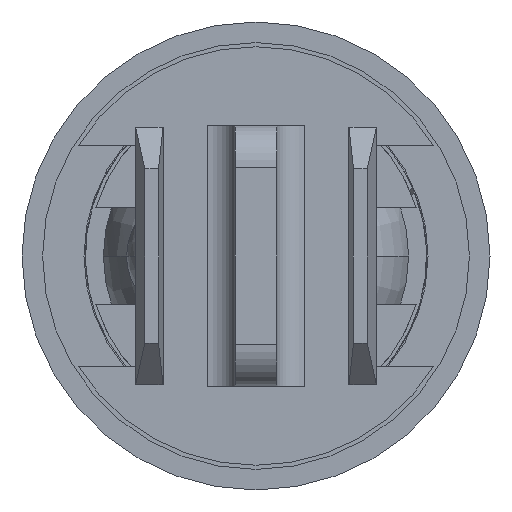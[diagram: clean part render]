
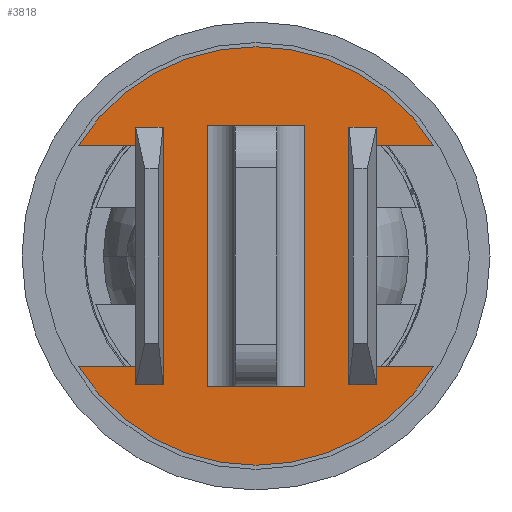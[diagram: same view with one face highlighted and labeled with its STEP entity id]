
A CAD part, front view. The second image highlights one B-rep face of the part: STEP entity #3818.
In plain terms, the highlighted planar face has unit normal (0, -1, 0).
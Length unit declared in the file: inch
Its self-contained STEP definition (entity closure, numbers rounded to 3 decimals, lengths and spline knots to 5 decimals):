
#61 = ORIENTED_EDGE ( 'NONE', *, *, #610, .T. ) ;
#114 = VERTEX_POINT ( 'NONE', #4954 ) ;
#293 = ORIENTED_EDGE ( 'NONE', *, *, #4915, .F. ) ;
#355 = EDGE_CURVE ( 'NONE', #2958, #5076, #1396, .T. ) ;
#371 = CARTESIAN_POINT ( 'NONE',  ( 0., -0.374, 0. ) ) ;
#478 = CARTESIAN_POINT ( 'NONE',  ( -0.095, -0.374, 0.035 ) ) ;
#581 = CARTESIAN_POINT ( 'NONE',  ( 0., -0.374, 0. ) ) ;
#610 = EDGE_CURVE ( 'NONE', #114, #1676, #1390, .T. ) ;
#641 = CARTESIAN_POINT ( 'NONE',  ( 0., -0.374, 0.0675 ) ) ;
#653 = ORIENTED_EDGE ( 'NONE', *, *, #355, .F. ) ;
#735 = VERTEX_POINT ( 'NONE', #4493 ) ;
#790 = EDGE_CURVE ( 'NONE', #3923, #5151, #5723, .T. ) ;
#838 = ORIENTED_EDGE ( 'NONE', *, *, #2968, .F. ) ;
#942 = DIRECTION ( 'NONE',  ( 0., 0., -1. ) ) ;
#960 = CARTESIAN_POINT ( 'NONE',  ( 0.0805, -0.374, 0. ) ) ;
#1053 = EDGE_CURVE ( 'NONE', #5151, #5002, #3240, .T. ) ;
#1147 = DIRECTION ( 'NONE',  ( 0., 0., -1. ) ) ;
#1194 = ORIENTED_EDGE ( 'NONE', *, *, #2310, .T. ) ;
#1257 = CARTESIAN_POINT ( 'NONE',  ( -0.0805, -0.374, 0. ) ) ;
#1360 = VERTEX_POINT ( 'NONE', #3745 ) ;
#1383 = VERTEX_POINT ( 'NONE', #2626 ) ;
#1390 = CIRCLE ( 'NONE', #1453, 0.152 ) ;
#1396 = LINE ( 'NONE', #6256, #2747 ) ;
#1453 = AXIS2_PLACEMENT_3D ( 'NONE', #371, #4335, #942 ) ;
#1558 = AXIS2_PLACEMENT_3D ( 'NONE', #2655, #5488, #2120 ) ;
#1568 = CARTESIAN_POINT ( 'NONE',  ( -0.0805, -0.374, 0.0675 ) ) ;
#1644 = EDGE_LOOP ( 'NONE', ( #6054, #2201, #6347, #6540 ) ) ;
#1676 = VERTEX_POINT ( 'NONE', #1931 ) ;
#1753 = VECTOR ( 'NONE', #2637, 39.37008 ) ;
#1756 = ORIENTED_EDGE ( 'NONE', *, *, #2921, .T. ) ;
#1852 = CARTESIAN_POINT ( 'NONE',  ( -0.0805, -0.374, 0. ) ) ;
#1902 = EDGE_CURVE ( 'NONE', #1360, #6460, #5992, .T. ) ;
#1918 = LINE ( 'NONE', #1257, #3425 ) ;
#1928 = VERTEX_POINT ( 'NONE', #1568 ) ;
#1931 = CARTESIAN_POINT ( 'NONE',  ( -0.0805, -0.374, -0.12893 ) ) ;
#1976 = FACE_OUTER_BOUND ( 'NONE', #6704, .T. ) ;
#2056 = EDGE_CURVE ( 'NONE', #6460, #5076, #6887, .T. ) ;
#2120 = DIRECTION ( 'NONE',  ( 0., 0., -1. ) ) ;
#2201 = ORIENTED_EDGE ( 'NONE', *, *, #790, .T. ) ;
#2241 = VECTOR ( 'NONE', #6853, 39.37008 ) ;
#2310 = EDGE_CURVE ( 'NONE', #1928, #114, #6272, .T. ) ;
#2317 = DIRECTION ( 'NONE',  ( 0., 0., 1. ) ) ;
#2340 = DIRECTION ( 'NONE',  ( -1., 0., 0. ) ) ;
#2404 = DIRECTION ( 'NONE',  ( 0., 0., -1. ) ) ;
#2408 = LINE ( 'NONE', #3476, #2241 ) ;
#2626 = CARTESIAN_POINT ( 'NONE',  ( -0.0805, -0.374, -0.0675 ) ) ;
#2637 = DIRECTION ( 'NONE',  ( 1., 0., 0. ) ) ;
#2655 = CARTESIAN_POINT ( 'NONE',  ( 0., -0.374, 0. ) ) ;
#2673 = VECTOR ( 'NONE', #3217, 39.37008 ) ;
#2747 = VECTOR ( 'NONE', #4550, 39.37008 ) ;
#2764 = CARTESIAN_POINT ( 'NONE',  ( -0.095, -0.374, -0.035 ) ) ;
#2921 = EDGE_CURVE ( 'NONE', #2958, #1928, #7112, .T. ) ;
#2958 = VERTEX_POINT ( 'NONE', #5206 ) ;
#2968 = EDGE_CURVE ( 'NONE', #1383, #1676, #1918, .T. ) ;
#3007 = VECTOR ( 'NONE', #4921, 39.37008 ) ;
#3217 = DIRECTION ( 'NONE',  ( 0., 0., 1. ) ) ;
#3240 = LINE ( 'NONE', #6011, #1753 ) ;
#3383 = AXIS2_PLACEMENT_3D ( 'NONE', #581, #4537, #1147 ) ;
#3397 = CARTESIAN_POINT ( 'NONE',  ( 0.0805, -0.374, -0.12893 ) ) ;
#3425 = VECTOR ( 'NONE', #2404, 39.37008 ) ;
#3476 = CARTESIAN_POINT ( 'NONE',  ( -0.095, -0.374, -0.035 ) ) ;
#3592 = CARTESIAN_POINT ( 'NONE',  ( 0., -0.374, -0.0675 ) ) ;
#3745 = CARTESIAN_POINT ( 'NONE',  ( 0.0805, -0.374, -0.0675 ) ) ;
#3818 = ADVANCED_FACE ( 'NONE', ( #4974, #1976 ), #4355, .T. ) ;
#3879 = VECTOR ( 'NONE', #6419, 39.37008 ) ;
#3923 = VERTEX_POINT ( 'NONE', #2764 ) ;
#4170 = LINE ( 'NONE', #6019, #2673 ) ;
#4335 = DIRECTION ( 'NONE',  ( 0., -1., 0. ) ) ;
#4355 = PLANE ( 'NONE',  #1558 ) ;
#4378 = ORIENTED_EDGE ( 'NONE', *, *, #1902, .T. ) ;
#4493 = CARTESIAN_POINT ( 'NONE',  ( 0.095, -0.374, -0.035 ) ) ;
#4513 = EDGE_CURVE ( 'NONE', #735, #5002, #4170, .T. ) ;
#4537 = DIRECTION ( 'NONE',  ( 0., -1., 0. ) ) ;
#4550 = DIRECTION ( 'NONE',  ( 0., 0., 1. ) ) ;
#4661 = DIRECTION ( 'NONE',  ( 0., 0., 1. ) ) ;
#4769 = EDGE_CURVE ( 'NONE', #735, #3923, #2408, .T. ) ;
#4869 = CARTESIAN_POINT ( 'NONE',  ( 0.0805, -0.374, 0.12893 ) ) ;
#4915 = EDGE_CURVE ( 'NONE', #1360, #1383, #5349, .T. ) ;
#4921 = DIRECTION ( 'NONE',  ( 0., 0., -1. ) ) ;
#4927 = VECTOR ( 'NONE', #4661, 39.37008 ) ;
#4954 = CARTESIAN_POINT ( 'NONE',  ( -0.0805, -0.374, 0.12893 ) ) ;
#4974 = FACE_BOUND ( 'NONE', #1644, .T. ) ;
#5002 = VERTEX_POINT ( 'NONE', #5418 ) ;
#5076 = VERTEX_POINT ( 'NONE', #4869 ) ;
#5151 = VERTEX_POINT ( 'NONE', #478 ) ;
#5206 = CARTESIAN_POINT ( 'NONE',  ( 0.0805, -0.374, 0.0675 ) ) ;
#5349 = LINE ( 'NONE', #3592, #3879 ) ;
#5418 = CARTESIAN_POINT ( 'NONE',  ( 0.095, -0.374, 0.035 ) ) ;
#5488 = DIRECTION ( 'NONE',  ( 0., -1., 0. ) ) ;
#5540 = VECTOR ( 'NONE', #2317, 39.37008 ) ;
#5723 = LINE ( 'NONE', #6271, #5540 ) ;
#5992 = LINE ( 'NONE', #960, #3007 ) ;
#6011 = CARTESIAN_POINT ( 'NONE',  ( 0., -0.374, 0.035 ) ) ;
#6019 = CARTESIAN_POINT ( 'NONE',  ( 0.095, -0.374, -0.015 ) ) ;
#6054 = ORIENTED_EDGE ( 'NONE', *, *, #4769, .T. ) ;
#6256 = CARTESIAN_POINT ( 'NONE',  ( 0.0805, -0.374, 0. ) ) ;
#6271 = CARTESIAN_POINT ( 'NONE',  ( -0.095, -0.374, -0.015 ) ) ;
#6272 = LINE ( 'NONE', #1852, #4927 ) ;
#6305 = ORIENTED_EDGE ( 'NONE', *, *, #2056, .T. ) ;
#6347 = ORIENTED_EDGE ( 'NONE', *, *, #1053, .T. ) ;
#6419 = DIRECTION ( 'NONE',  ( -1., 0., 0. ) ) ;
#6460 = VERTEX_POINT ( 'NONE', #3397 ) ;
#6540 = ORIENTED_EDGE ( 'NONE', *, *, #4513, .F. ) ;
#6704 = EDGE_LOOP ( 'NONE', ( #293, #4378, #6305, #653, #1756, #1194, #61, #838 ) ) ;
#6782 = VECTOR ( 'NONE', #2340, 39.37008 ) ;
#6853 = DIRECTION ( 'NONE',  ( -1., 0., 0. ) ) ;
#6887 = CIRCLE ( 'NONE', #3383, 0.152 ) ;
#7112 = LINE ( 'NONE', #641, #6782 ) ;
